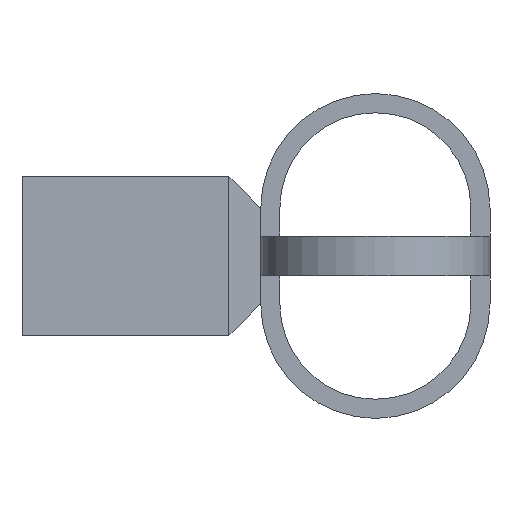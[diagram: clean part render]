
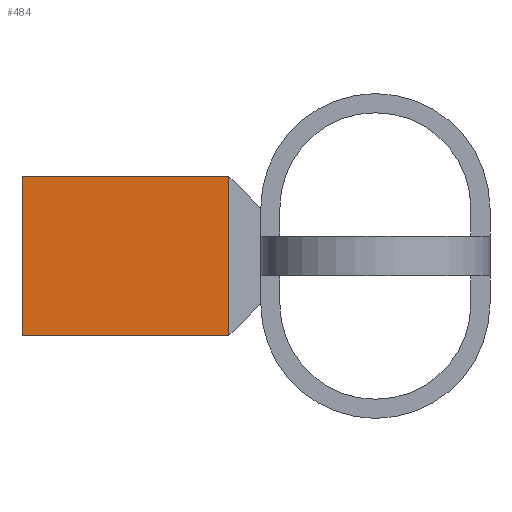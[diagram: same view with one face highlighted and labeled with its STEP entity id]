
A CAD part, left-side view. The second image highlights one B-rep face of the part: STEP entity #484.
In plain terms, the highlighted planar face has unit normal (-1, 0, 0).
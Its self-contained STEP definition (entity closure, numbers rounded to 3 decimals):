
#42 = CARTESIAN_POINT ( 'NONE',  ( -5., 29.4, 5. ) ) ;
#44 = CARTESIAN_POINT ( 'NONE',  ( -5., 16.4, -5. ) ) ;
#49 = FACE_OUTER_BOUND ( 'NONE', #253, .T. ) ;
#122 = LINE ( 'NONE', #44, #199 ) ;
#131 = VECTOR ( 'NONE', #546, 1000. ) ;
#147 = DIRECTION ( 'NONE',  ( 1., 0., 0. ) ) ;
#175 = VERTEX_POINT ( 'NONE', #863 ) ;
#199 = VECTOR ( 'NONE', #462, 1000. ) ;
#253 = EDGE_LOOP ( 'NONE', ( #418, #280, #332, #1052 ) ) ;
#280 = ORIENTED_EDGE ( 'NONE', *, *, #695, .T. ) ;
#297 = AXIS2_PLACEMENT_3D ( 'NONE', #302, #147, #488 ) ;
#302 = CARTESIAN_POINT ( 'NONE',  ( -5., 29.4, -5. ) ) ;
#332 = ORIENTED_EDGE ( 'NONE', *, *, #994, .F. ) ;
#369 = VERTEX_POINT ( 'NONE', #42 ) ;
#376 = VECTOR ( 'NONE', #976, 1000. ) ;
#384 = PLANE ( 'NONE',  #297 ) ;
#418 = ORIENTED_EDGE ( 'NONE', *, *, #941, .T. ) ;
#462 = DIRECTION ( 'NONE',  ( 0., 0., 1. ) ) ;
#479 = LINE ( 'NONE', #746, #376 ) ;
#484 = ADVANCED_FACE ( 'NONE', ( #49 ), #384, .F. ) ;
#488 = DIRECTION ( 'NONE',  ( 0., 1., 0. ) ) ;
#546 = DIRECTION ( 'NONE',  ( 0., -1., 0. ) ) ;
#570 = CARTESIAN_POINT ( 'NONE',  ( -5., 29.4, -5. ) ) ;
#583 = VECTOR ( 'NONE', #700, 1000. ) ;
#603 = LINE ( 'NONE', #880, #583 ) ;
#695 = EDGE_CURVE ( 'NONE', #175, #707, #122, .T. ) ;
#700 = DIRECTION ( 'NONE',  ( 0., 0., 1. ) ) ;
#707 = VERTEX_POINT ( 'NONE', #1067 ) ;
#725 = VERTEX_POINT ( 'NONE', #833 ) ;
#746 = CARTESIAN_POINT ( 'NONE',  ( -5., 29.4, 5. ) ) ;
#833 = CARTESIAN_POINT ( 'NONE',  ( -5., 29.4, -5. ) ) ;
#863 = CARTESIAN_POINT ( 'NONE',  ( -5., 16.4, -5. ) ) ;
#880 = CARTESIAN_POINT ( 'NONE',  ( -5., 29.4, -5. ) ) ;
#894 = LINE ( 'NONE', #570, #131 ) ;
#917 = EDGE_CURVE ( 'NONE', #725, #369, #603, .T. ) ;
#941 = EDGE_CURVE ( 'NONE', #725, #175, #894, .T. ) ;
#976 = DIRECTION ( 'NONE',  ( 0., -1., 0. ) ) ;
#994 = EDGE_CURVE ( 'NONE', #369, #707, #479, .T. ) ;
#1052 = ORIENTED_EDGE ( 'NONE', *, *, #917, .F. ) ;
#1067 = CARTESIAN_POINT ( 'NONE',  ( -5., 16.4, 5. ) ) ;
